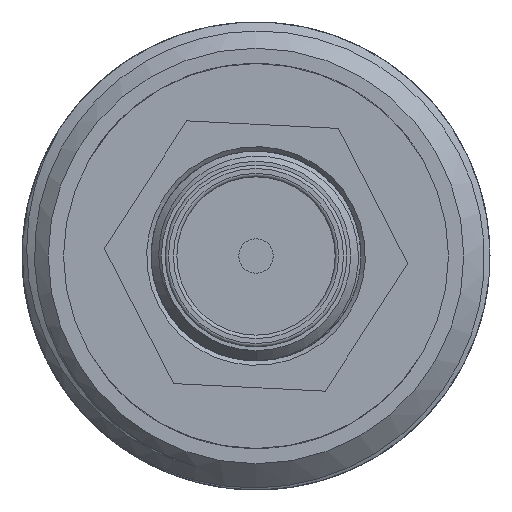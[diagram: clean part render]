
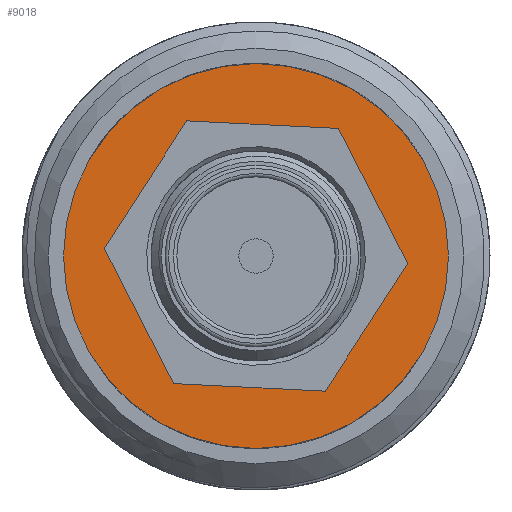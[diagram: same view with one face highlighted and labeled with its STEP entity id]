
A CAD part, front view. The second image highlights one B-rep face of the part: STEP entity #9018.
In plain terms, the highlighted planar face has unit normal (0, -1, 0).
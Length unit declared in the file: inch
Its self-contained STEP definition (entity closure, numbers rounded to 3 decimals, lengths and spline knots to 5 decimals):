
#504 = VERTEX_POINT ( 'NONE', #2030 ) ;
#653 = AXIS2_PLACEMENT_3D ( 'NONE', #2877, #8987, #3771 ) ;
#1048 = AXIS2_PLACEMENT_3D ( 'NONE', #8726, #3498, #9609 ) ;
#1559 = EDGE_CURVE ( 'NONE', #504, #504, #10299, .T. ) ;
#1830 = DIRECTION ( 'NONE',  ( 0., 1., 0. ) ) ;
#2030 = CARTESIAN_POINT ( 'NONE',  ( 0.127, -0.58, 0. ) ) ;
#2221 = EDGE_LOOP ( 'NONE', ( #3569 ) ) ;
#2582 = FACE_BOUND ( 'NONE', #2221, .T. ) ;
#2877 = CARTESIAN_POINT ( 'NONE',  ( 0., -0.58, 0. ) ) ;
#2893 = CARTESIAN_POINT ( 'NONE',  ( 0., -0.58, 0. ) ) ;
#3498 = DIRECTION ( 'NONE',  ( 0., 1., 0. ) ) ;
#3569 = ORIENTED_EDGE ( 'NONE', *, *, #1559, .T. ) ;
#3771 = DIRECTION ( 'NONE',  ( 1., 0., 0. ) ) ;
#4046 = VERTEX_POINT ( 'NONE', #9979 ) ;
#4286 = EDGE_CURVE ( 'NONE', #4046, #4046, #7017, .T. ) ;
#7017 = CIRCLE ( 'NONE', #1048, 0.22 ) ;
#7234 = FACE_OUTER_BOUND ( 'NONE', #11327, .T. ) ;
#8008 = AXIS2_PLACEMENT_3D ( 'NONE', #2893, #1830, #8904 ) ;
#8726 = CARTESIAN_POINT ( 'NONE',  ( 0., -0.58, 0. ) ) ;
#8904 = DIRECTION ( 'NONE',  ( 1., 0., 0. ) ) ;
#8987 = DIRECTION ( 'NONE',  ( 0., 1., 0. ) ) ;
#9018 = ADVANCED_FACE ( 'NONE', ( #7234, #2582 ), #9846, .F. ) ;
#9609 = DIRECTION ( 'NONE',  ( 1., 0., 0. ) ) ;
#9846 = PLANE ( 'NONE',  #653 ) ;
#9979 = CARTESIAN_POINT ( 'NONE',  ( 0.22, -0.58, 0. ) ) ;
#10299 = CIRCLE ( 'NONE', #8008, 0.127 ) ;
#11311 = ORIENTED_EDGE ( 'NONE', *, *, #4286, .F. ) ;
#11327 = EDGE_LOOP ( 'NONE', ( #11311 ) ) ;
